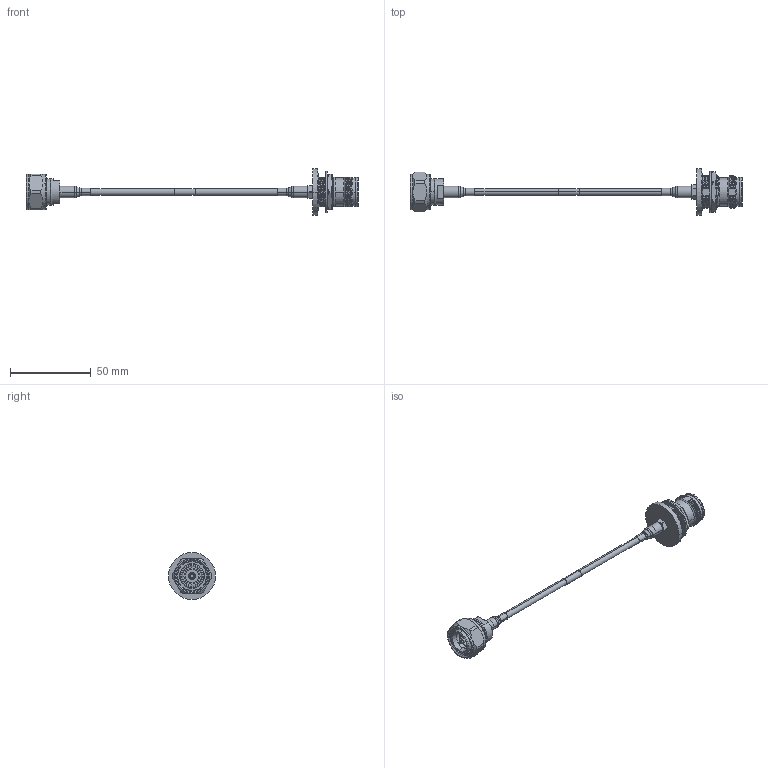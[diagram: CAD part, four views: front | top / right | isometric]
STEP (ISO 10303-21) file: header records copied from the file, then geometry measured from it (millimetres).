
FILE_DESCRIPTION (( 'STEP AP214' ), '1' );
FILE_NAME ('PE3C7987.STEP', '2021-04-08T22:07:45', ( '' ), ( '' ), 'SwSTEP 2.0', 'SolidWorks 2020', '' );
FILE_SCHEMA (( 'AUTOMOTIVE_DESIGN' ));
Length unit declared in the file: inch
Products named in the file (5): TFT-402-MA1; TC-402-4310M-LP-PE_no parts; PE3C7987; TFT-402-LF_WITH LABEL; TC-402-4310F-BH-LP-PE
Assembly tree (5 placements, depth 2):
  PE3C7987
    TFT-402-LF_WITH LABEL
    TFT-402-MA1  x2
    TC-402-4310M-LP-PE_no parts
    TC-402-4310F-BH-LP-PE
Bounding box: 205.5 x 29 x 29 mm (x, y, z)
Volume: 14755.9 mm3; surface area: 14513.4 mm2
Topology: 7 solids, 7 shells, 602 faces, 1516 edges, 943 vertices
Faces by surface type: cylinder 160, bspline 150, plane 136, cone 116, torus 40
Entity records: 66337 total; most frequent: CARTESIAN_POINT 53527, ORIENTED_EDGE 2936, DIRECTION 2295, EDGE_CURVE 1468, AXIS2_PLACEMENT_3D 943, VERTEX_POINT 919, EDGE_LOOP 621, FACE_OUTER_BOUND 580
